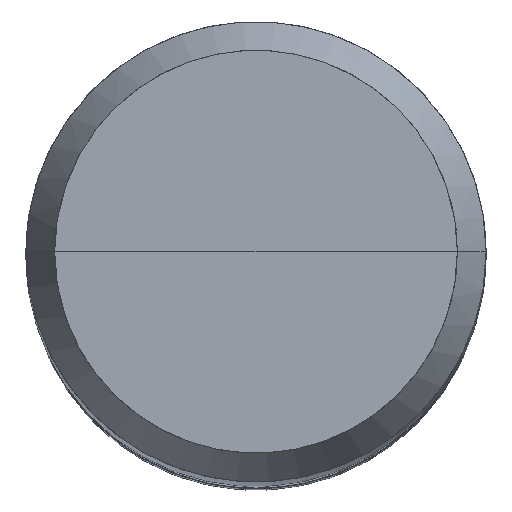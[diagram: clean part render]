
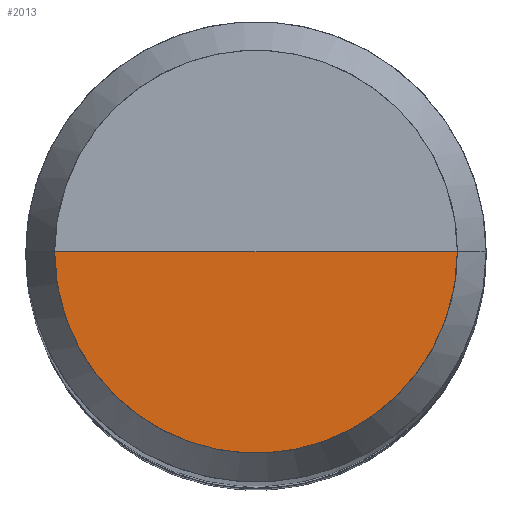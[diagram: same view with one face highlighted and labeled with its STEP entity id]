
A CAD part, top view. The second image highlights one B-rep face of the part: STEP entity #2013.
In plain terms, the highlighted free-form (B-spline) face has degree [1, 2] with [2, 5] control points.
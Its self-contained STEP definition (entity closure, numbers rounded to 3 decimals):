
#1531=CARTESIAN_POINT('',(7.0,0.0,89.4));
#1535=CARTESIAN_POINT('',(-7.0,0.0,89.4));
#1536=CARTESIAN_POINT('',(0.0,0.0,89.4));
#1552=CARTESIAN_POINT('',(-7.0,-7.0,89.4));
#1553=CARTESIAN_POINT('',(0.0,-7.0,89.4));
#1554=CARTESIAN_POINT('',(7.0,-7.0,89.4));
#1998=(
BOUNDED_SURFACE()
B_SPLINE_SURFACE(1,2,(
(#1535,#1552,#1553,#1554,#1531),
(#1536,#1536,#1536,#1536,#1536)
), .UNSPECIFIED.,.F.,.F.,.F.)
B_SPLINE_SURFACE_WITH_KNOTS((2,2),(3,2,3),(
0.0,1.0),(
0.0,0.5,1.0), .UNSPECIFIED.)
GEOMETRIC_REPRESENTATION_ITEM()
RATIONAL_B_SPLINE_SURFACE(((1.0,0.707,1.0,0.707,1.0),
(1.0,0.707,1.0,0.707,1.0)
))
REPRESENTATION_ITEM('')
SURFACE()
);
#1999=(
BOUNDED_CURVE()
B_SPLINE_CURVE(2,(#1531,#1554,#1553,#1552,#1535),.UNSPECIFIED.,.F.,.F.)
B_SPLINE_CURVE_WITH_KNOTS((3,2,3),
(0.0,0.5,1.0),.UNSPECIFIED.)
CURVE()
GEOMETRIC_REPRESENTATION_ITEM()
RATIONAL_B_SPLINE_CURVE((1.0,0.707,1.0,0.707,1.0))
REPRESENTATION_ITEM('')
);
#2000=(
BOUNDED_CURVE()
B_SPLINE_CURVE(1,(#1535,#1536),.UNSPECIFIED.,.F.,.F.)
B_SPLINE_CURVE_WITH_KNOTS((2,2),
(0.0,1.0),.UNSPECIFIED.)
CURVE()
GEOMETRIC_REPRESENTATION_ITEM()
RATIONAL_B_SPLINE_CURVE((1.0,1.0))
REPRESENTATION_ITEM('')
);
#2001=(
BOUNDED_CURVE()
B_SPLINE_CURVE(1,(#1536,#1531),.UNSPECIFIED.,.F.,.F.)
B_SPLINE_CURVE_WITH_KNOTS((2,2),
(0.0,1.0),.UNSPECIFIED.)
CURVE()
GEOMETRIC_REPRESENTATION_ITEM()
RATIONAL_B_SPLINE_CURVE((1.0,1.0))
REPRESENTATION_ITEM('')
);
#2002=VERTEX_POINT('',#1531);
#2003=VERTEX_POINT('',#1535);
#2004=VERTEX_POINT('',#1536);
#2005=EDGE_CURVE('',#2002,#2003,#1999,.T.);
#2006=EDGE_CURVE('',#2003,#2004,#2000,.T.);
#2007=EDGE_CURVE('',#2004,#2002,#2001,.T.);
#2008=ORIENTED_EDGE('',*,*,#2005,.T.);
#2009=ORIENTED_EDGE('',*,*,#2006,.T.);
#2010=ORIENTED_EDGE('',*,*,#2007,.T.);
#2011=EDGE_LOOP('',(#2008,#2009,#2010));
#2012=FACE_OUTER_BOUND('',#2011,.T.);
#2013=ADVANCED_FACE('',(#2012),#1998,.T.);
